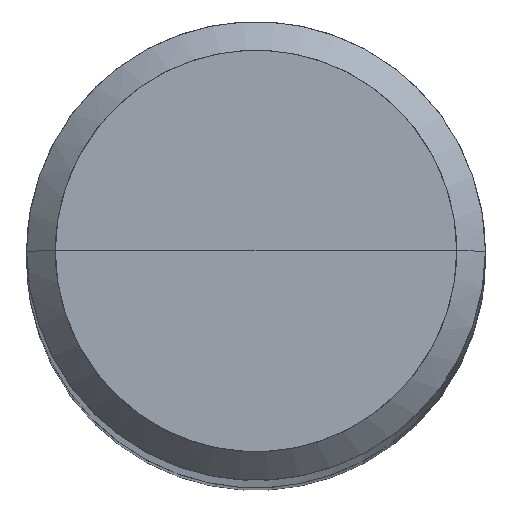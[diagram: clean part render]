
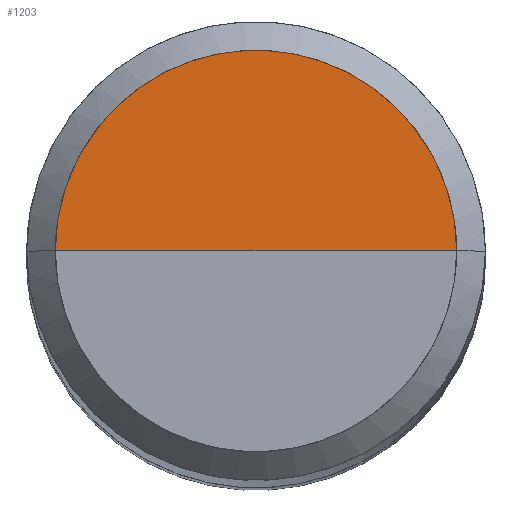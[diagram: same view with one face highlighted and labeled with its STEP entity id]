
A CAD part, top view. The second image highlights one B-rep face of the part: STEP entity #1203.
In plain terms, the highlighted free-form (B-spline) face has degree [1, 2] with [2, 5] control points.
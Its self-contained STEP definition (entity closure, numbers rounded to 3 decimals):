
#983=CARTESIAN_POINT('',(3.5,0.0,70.0));
#984=CARTESIAN_POINT('',(3.5,3.5,70.0));
#985=CARTESIAN_POINT('',(0.0,3.5,70.0));
#986=CARTESIAN_POINT('',(-3.5,3.5,70.0));
#987=CARTESIAN_POINT('',(-3.5,0.0,70.0));
#988=CARTESIAN_POINT('',(0.0,0.0,70.0));
#1188=(
BOUNDED_SURFACE()
B_SPLINE_SURFACE(1,2,(
(#983,#984,#985,#986,#987),
(#988,#988,#988,#988,#988)
), .UNSPECIFIED.,.F.,.F.,.F.)
B_SPLINE_SURFACE_WITH_KNOTS((2,2),(3,2,3),(
0.0,1.0),(
0.0,0.5,1.0), .UNSPECIFIED.)
GEOMETRIC_REPRESENTATION_ITEM()
RATIONAL_B_SPLINE_SURFACE(((1.0,0.707,1.0,0.707,1.0),
(1.0,0.707,1.0,0.707,1.0)
))
REPRESENTATION_ITEM('')
SURFACE()
);
#1189=(
BOUNDED_CURVE()
B_SPLINE_CURVE(2,(#987,#986,#985,#984,#983),.UNSPECIFIED.,.F.,.F.)
B_SPLINE_CURVE_WITH_KNOTS((3,2,3),
(0.0,0.5,1.0),.UNSPECIFIED.)
CURVE()
GEOMETRIC_REPRESENTATION_ITEM()
RATIONAL_B_SPLINE_CURVE((1.0,0.707,1.0,0.707,1.0))
REPRESENTATION_ITEM('')
);
#1190=(
BOUNDED_CURVE()
B_SPLINE_CURVE(1,(#983,#988),.UNSPECIFIED.,.F.,.F.)
B_SPLINE_CURVE_WITH_KNOTS((2,2),
(0.0,1.0),.UNSPECIFIED.)
CURVE()
GEOMETRIC_REPRESENTATION_ITEM()
RATIONAL_B_SPLINE_CURVE((1.0,1.0))
REPRESENTATION_ITEM('')
);
#1191=(
BOUNDED_CURVE()
B_SPLINE_CURVE(1,(#988,#987),.UNSPECIFIED.,.F.,.F.)
B_SPLINE_CURVE_WITH_KNOTS((2,2),
(0.0,1.0),.UNSPECIFIED.)
CURVE()
GEOMETRIC_REPRESENTATION_ITEM()
RATIONAL_B_SPLINE_CURVE((1.0,1.0))
REPRESENTATION_ITEM('')
);
#1192=VERTEX_POINT('',#983);
#1193=VERTEX_POINT('',#987);
#1194=VERTEX_POINT('',#988);
#1195=EDGE_CURVE('',#1193,#1192,#1189,.T.);
#1196=EDGE_CURVE('',#1192,#1194,#1190,.T.);
#1197=EDGE_CURVE('',#1194,#1193,#1191,.T.);
#1198=ORIENTED_EDGE('',*,*,#1195,.T.);
#1199=ORIENTED_EDGE('',*,*,#1196,.T.);
#1200=ORIENTED_EDGE('',*,*,#1197,.T.);
#1201=EDGE_LOOP('',(#1198,#1199,#1200));
#1202=FACE_OUTER_BOUND('',#1201,.T.);
#1203=ADVANCED_FACE('',(#1202),#1188,.T.);
